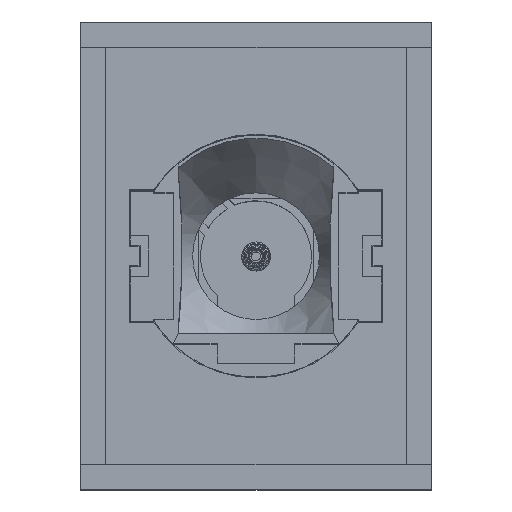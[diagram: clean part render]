
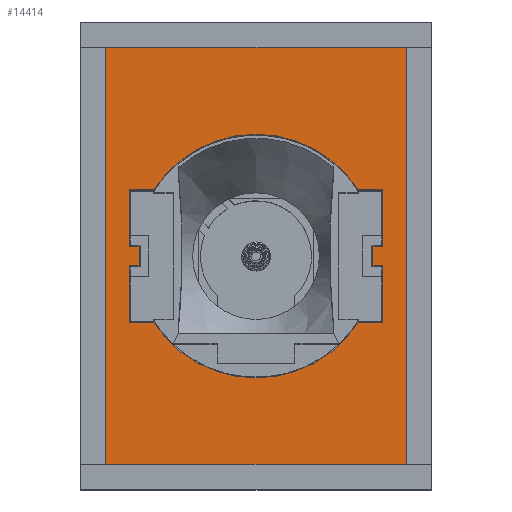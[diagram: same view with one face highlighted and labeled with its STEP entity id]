
A CAD part, top view. The second image highlights one B-rep face of the part: STEP entity #14414.
In plain terms, the highlighted planar face has unit normal (0, 0, 1).
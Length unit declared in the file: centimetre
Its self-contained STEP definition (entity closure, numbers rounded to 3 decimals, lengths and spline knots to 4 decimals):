
#74=FACE_BOUND('',#5217,.T.);
#938=LINE('',#24025,#2426);
#1138=LINE('',#24560,#2626);
#1141=LINE('',#24565,#2629);
#1142=LINE('',#24568,#2630);
#1145=LINE('',#24574,#2633);
#1147=LINE('',#24579,#2635);
#1150=LINE('',#24584,#2638);
#1152=LINE('',#24588,#2640);
#1154=LINE('',#24592,#2642);
#1157=LINE('',#24600,#2645);
#1158=LINE('',#24603,#2646);
#1160=LINE('',#24607,#2648);
#1163=LINE('',#24614,#2651);
#1164=LINE('',#24617,#2652);
#1166=LINE('',#24620,#2654);
#1167=LINE('',#24623,#2655);
#1171=LINE('',#24629,#2659);
#1172=LINE('',#24631,#2660);
#2426=VECTOR('',#18307,1.);
#2626=VECTOR('',#18761,1.);
#2629=VECTOR('',#18766,1.);
#2630=VECTOR('',#18769,1.);
#2633=VECTOR('',#18776,1.);
#2635=VECTOR('',#18780,1.);
#2638=VECTOR('',#18785,1.);
#2640=VECTOR('',#18789,1.);
#2642=VECTOR('',#18793,1.);
#2645=VECTOR('',#18802,1.);
#2646=VECTOR('',#18805,1.);
#2648=VECTOR('',#18809,1.);
#2651=VECTOR('',#18818,1.);
#2652=VECTOR('',#18821,1.);
#2654=VECTOR('',#18825,1.);
#2655=VECTOR('',#18828,1.);
#2659=VECTOR('',#18834,1.);
#2660=VECTOR('',#18837,1.);
#3651=PLANE('',#15552);
#4403=FACE_OUTER_BOUND('',#5216,.T.);
#5216=EDGE_LOOP('',(#12730,#12731,#12732,#12733));
#5217=EDGE_LOOP('',(#12734,#12735,#12736,#12737,#12738,#12739,#12740,#12741,
#12742,#12743,#12744,#12745,#12746,#12747,#12748,#12749));
#5855=CIRCLE('',#15540,0.625);
#5856=CIRCLE('',#15545,0.625);
#6856=VERTEX_POINT('',#24022);
#6857=VERTEX_POINT('',#24024);
#7022=VERTEX_POINT('',#24557);
#7023=VERTEX_POINT('',#24559);
#7024=VERTEX_POINT('',#24563);
#7025=VERTEX_POINT('',#24567);
#7026=VERTEX_POINT('',#24572);
#7027=VERTEX_POINT('',#24576);
#7028=VERTEX_POINT('',#24578);
#7029=VERTEX_POINT('',#24582);
#7030=VERTEX_POINT('',#24586);
#7031=VERTEX_POINT('',#24590);
#7032=VERTEX_POINT('',#24594);
#7033=VERTEX_POINT('',#24596);
#7034=VERTEX_POINT('',#24602);
#7035=VERTEX_POINT('',#24606);
#7036=VERTEX_POINT('',#24610);
#7037=VERTEX_POINT('',#24616);
#7038=VERTEX_POINT('',#24622);
#7039=VERTEX_POINT('',#24627);
#8720=EDGE_CURVE('',#6857,#6856,#938,.T.);
#8966=EDGE_CURVE('',#7023,#7022,#1138,.T.);
#8969=EDGE_CURVE('',#7022,#7024,#1141,.T.);
#8970=EDGE_CURVE('',#7025,#7023,#1142,.T.);
#8973=EDGE_CURVE('',#7024,#7026,#1145,.T.);
#8975=EDGE_CURVE('',#7028,#7027,#1147,.T.);
#8978=EDGE_CURVE('',#7027,#7029,#1150,.T.);
#8980=EDGE_CURVE('',#7029,#7030,#1152,.T.);
#8982=EDGE_CURVE('',#7030,#7031,#1154,.T.);
#8984=EDGE_CURVE('',#7033,#7032,#5855,.T.);
#8986=EDGE_CURVE('',#7031,#7033,#1157,.T.);
#8987=EDGE_CURVE('',#7034,#7028,#1158,.T.);
#8989=EDGE_CURVE('',#7035,#7034,#1160,.T.);
#8991=EDGE_CURVE('',#7036,#7035,#5856,.T.);
#8993=EDGE_CURVE('',#7026,#7036,#1163,.T.);
#8994=EDGE_CURVE('',#7037,#7025,#1164,.T.);
#8996=EDGE_CURVE('',#7032,#7037,#1166,.T.);
#8997=EDGE_CURVE('',#6856,#7038,#1167,.T.);
#9001=EDGE_CURVE('',#7038,#7039,#1171,.T.);
#9002=EDGE_CURVE('',#7039,#6857,#1172,.T.);
#12730=ORIENTED_EDGE('',*,*,#8997,.T.);
#12731=ORIENTED_EDGE('',*,*,#9001,.T.);
#12732=ORIENTED_EDGE('',*,*,#9002,.T.);
#12733=ORIENTED_EDGE('',*,*,#8720,.T.);
#12734=ORIENTED_EDGE('',*,*,#8984,.T.);
#12735=ORIENTED_EDGE('',*,*,#8996,.T.);
#12736=ORIENTED_EDGE('',*,*,#8994,.T.);
#12737=ORIENTED_EDGE('',*,*,#8970,.T.);
#12738=ORIENTED_EDGE('',*,*,#8966,.T.);
#12739=ORIENTED_EDGE('',*,*,#8969,.T.);
#12740=ORIENTED_EDGE('',*,*,#8973,.T.);
#12741=ORIENTED_EDGE('',*,*,#8993,.T.);
#12742=ORIENTED_EDGE('',*,*,#8991,.T.);
#12743=ORIENTED_EDGE('',*,*,#8989,.T.);
#12744=ORIENTED_EDGE('',*,*,#8987,.T.);
#12745=ORIENTED_EDGE('',*,*,#8975,.T.);
#12746=ORIENTED_EDGE('',*,*,#8978,.T.);
#12747=ORIENTED_EDGE('',*,*,#8980,.T.);
#12748=ORIENTED_EDGE('',*,*,#8982,.T.);
#12749=ORIENTED_EDGE('',*,*,#8986,.T.);
#14414=ADVANCED_FACE('',(#4403,#74),#3651,.T.);
#15540=AXIS2_PLACEMENT_3D('',#24597,#18797,#18798);
#15545=AXIS2_PLACEMENT_3D('',#24611,#18813,#18814);
#15552=AXIS2_PLACEMENT_3D('',#24635,#18840,#18841);
#18307=DIRECTION('',(0.,1.,0.));
#18761=DIRECTION('',(0.,-1.,0.));
#18766=DIRECTION('',(1.,0.,0.));
#18769=DIRECTION('',(-1.,0.,0.));
#18776=DIRECTION('',(0.,-1.,0.));
#18780=DIRECTION('',(1.,0.,0.));
#18785=DIRECTION('',(0.,1.,0.));
#18789=DIRECTION('',(-1.,0.,0.));
#18793=DIRECTION('',(0.,1.,0.));
#18797=DIRECTION('center_axis',(0.,0.,
-1.));
#18798=DIRECTION('ref_axis',(0.839,0.544,0.));
#18802=DIRECTION('',(1.,0.,0.));
#18805=DIRECTION('',(0.,1.,0.));
#18809=DIRECTION('',(-1.,0.,0.));
#18813=DIRECTION('center_axis',(0.,0.,
-1.));
#18814=DIRECTION('ref_axis',(-0.839,-0.544,0.));
#18818=DIRECTION('',(-1.,0.,0.));
#18821=DIRECTION('',(0.,-1.,0.));
#18825=DIRECTION('',(1.,0.,0.));
#18828=DIRECTION('',(-1.,0.,0.));
#18834=DIRECTION('',(0.,-1.,0.));
#18837=DIRECTION('',(1.,0.,0.));
#18840=DIRECTION('center_axis',(0.,0.,
1.));
#18841=DIRECTION('ref_axis',(-1.,0.,0.));
#24022=CARTESIAN_POINT('',(0.77,1.07,3.013));
#24024=CARTESIAN_POINT('',(0.77,-1.07,3.013));
#24025=CARTESIAN_POINT('',(0.77,-1.07,3.013));
#24557=CARTESIAN_POINT('',(0.6,-0.05,3.013));
#24559=CARTESIAN_POINT('',(0.6,0.05,3.013));
#24560=CARTESIAN_POINT('',(0.6,0.025,3.013));
#24563=CARTESIAN_POINT('',(0.65,-0.05,3.013));
#24565=CARTESIAN_POINT('',(0.3,-0.05,3.013));
#24567=CARTESIAN_POINT('',(0.65,0.05,3.013));
#24568=CARTESIAN_POINT('',(0.325,0.05,3.013));
#24572=CARTESIAN_POINT('',(0.65,-0.34,3.013));
#24574=CARTESIAN_POINT('',(0.65,0.025,3.013));
#24576=CARTESIAN_POINT('',(-0.6,-0.05,3.013));
#24578=CARTESIAN_POINT('',(-0.65,-0.05,3.013));
#24579=CARTESIAN_POINT('',(-0.325,-0.05,3.013));
#24582=CARTESIAN_POINT('',(-0.6,0.05,3.013));
#24584=CARTESIAN_POINT('',(-0.6,-0.025,3.013));
#24586=CARTESIAN_POINT('',(-0.65,0.05,3.013));
#24588=CARTESIAN_POINT('',(-0.3,0.05,3.013));
#24590=CARTESIAN_POINT('',(-0.65,0.34,3.013));
#24592=CARTESIAN_POINT('',(-0.65,0.025,3.013));
#24594=CARTESIAN_POINT('',(0.5244,0.34,3.013));
#24596=CARTESIAN_POINT('',(-0.5244,0.34,3.013));
#24597=CARTESIAN_POINT('Origin',(0.,0.,
3.013));
#24600=CARTESIAN_POINT('',(-0.2622,0.34,3.013));
#24602=CARTESIAN_POINT('',(-0.65,-0.34,3.013));
#24603=CARTESIAN_POINT('',(-0.65,0.025,3.013));
#24606=CARTESIAN_POINT('',(-0.5244,-0.34,3.013));
#24607=CARTESIAN_POINT('',(-0.325,-0.34,3.013));
#24610=CARTESIAN_POINT('',(0.5244,-0.34,3.013));
#24611=CARTESIAN_POINT('Origin',(0.,0.,
3.013));
#24614=CARTESIAN_POINT('',(0.2622,-0.34,3.013));
#24616=CARTESIAN_POINT('',(0.65,0.34,3.013));
#24617=CARTESIAN_POINT('',(0.65,0.025,3.013));
#24620=CARTESIAN_POINT('',(0.325,0.34,3.013));
#24622=CARTESIAN_POINT('',(-0.77,1.07,3.013));
#24623=CARTESIAN_POINT('',(0.77,1.07,3.013));
#24627=CARTESIAN_POINT('',(-0.77,-1.07,3.013));
#24629=CARTESIAN_POINT('',(-0.77,1.07,3.013));
#24631=CARTESIAN_POINT('',(-0.77,-1.07,3.013));
#24635=CARTESIAN_POINT('Origin',(0.,0.,3.013));
